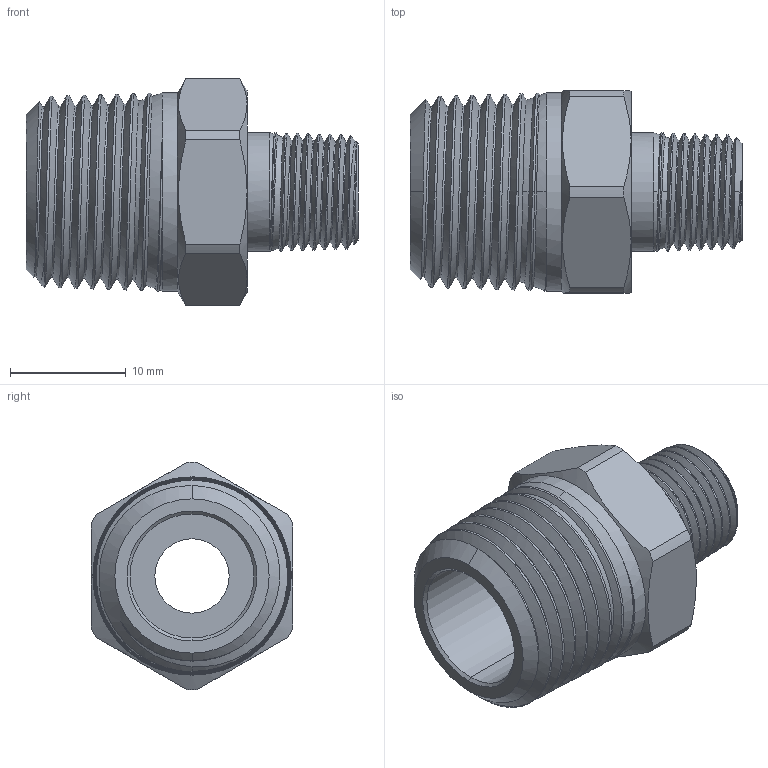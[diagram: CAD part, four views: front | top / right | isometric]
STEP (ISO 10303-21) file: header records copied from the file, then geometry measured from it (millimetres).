
FILE_DESCRIPTION(/* description */ (''),/* implementation_level */ '2;1');
FILE_NAME(/* name */ '123-N1-N3.stp',/* time_stamp */ '2024-01-23T10:15:21-05:00',/* author */ ('esanner'),/* organization */ (''),/* preprocessor_version */ 'ST-DEVELOPER v19',/* originating_system */ 'AutoCAD Mechanical',/* authorisation */ '');
FILE_SCHEMA (('AUTOMOTIVE_DESIGN { 1 0 10303 214 3 1 1 }'));
Length unit declared in the file: millimetre
Products named in the file (2): Product; 123-N1-N3
Assembly tree (1 placements, depth 2):
  Product
    123-N1-N3
Bounding box: 28.7 x 17.46 x 19.64 mm (x, y, z)
Volume: 3016.1 mm3; surface area: 2932.9 mm2
Topology: 1 solids, 1 shells, 88 faces, 235 edges, 151 vertices
Faces by surface type: cone 60, cylinder 12, plane 10, bspline 6
Full cylindrical faces by diameter (mm): 10.287 x1, 17.145 x1
Entity records: 10611 total; most frequent: CARTESIAN_POINT 8601, ORIENTED_EDGE 470, DIRECTION 336, EDGE_CURVE 235, VERTEX_POINT 151, AXIS2_PLACEMENT_3D 134, B_SPLINE_CURVE_WITH_KNOTS 100, EDGE_LOOP 92
